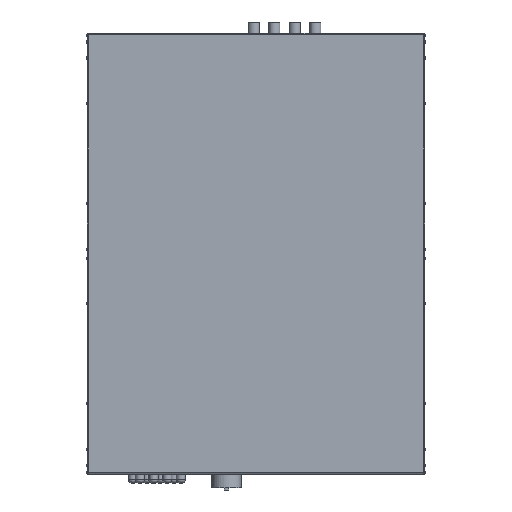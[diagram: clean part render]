
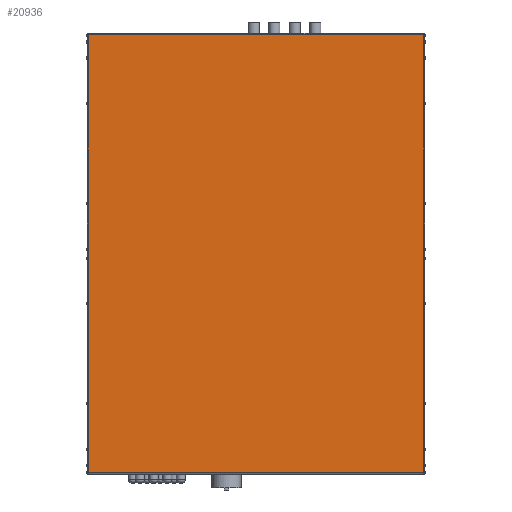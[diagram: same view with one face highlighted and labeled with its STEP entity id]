
A CAD part, front view. The second image highlights one B-rep face of the part: STEP entity #20936.
In plain terms, the highlighted planar face has unit normal (0, -1, 0).
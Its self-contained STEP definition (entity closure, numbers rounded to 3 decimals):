
#4849 = CARTESIAN_POINT ( 'NONE',  ( 370., 0., -1.5 ) ) ;
#4856 = CARTESIAN_POINT ( 'NONE',  ( 370., 0., -480.5 ) ) ;
#4886 = DIRECTION ( 'NONE',  ( 0., 0., -1. ) ) ;
#4887 = VECTOR ( 'NONE', #4886, 1000. ) ;
#4888 = CARTESIAN_POINT ( 'NONE',  ( 370., 0., 480.5 ) ) ;
#4889 = LINE ( 'NONE', #4888, #4887 ) ;
#6071 = CARTESIAN_POINT ( 'NONE',  ( 368.5, 0., 1.5 ) ) ;
#6072 = CARTESIAN_POINT ( 'NONE',  ( 368.5, 0., -1.5 ) ) ;
#6073 = DIRECTION ( 'NONE',  ( 0., 0., 1. ) ) ;
#6074 = VECTOR ( 'NONE', #6073, 1000. ) ;
#6075 = CARTESIAN_POINT ( 'NONE',  ( 368.5, 0., 1.5 ) ) ;
#6076 = DIRECTION ( 'NONE',  ( 0., 0., 1. ) ) ;
#6077 = DIRECTION ( 'NONE',  ( 0., 1., 0. ) ) ;
#6078 = CARTESIAN_POINT ( 'NONE',  ( 1443.861, 0., 480.5 ) ) ;
#6079 = LINE ( 'NONE', #6075, #6074 ) ;
#6080 = AXIS2_PLACEMENT_3D ( 'NONE', #6078, #6077, #6076 ) ;
#6081 = PLANE ( 'NONE',  #6080 ) ;
#6082 = FACE_OUTER_BOUND ( 'NONE', #20937, .T. ) ;
#6114 = CARTESIAN_POINT ( 'NONE',  ( -370., 0., -480.5 ) ) ;
#6115 = DIRECTION ( 'NONE',  ( -1., 0., 0. ) ) ;
#6116 = VECTOR ( 'NONE', #6115, 1000. ) ;
#6117 = CARTESIAN_POINT ( 'NONE',  ( 1443.861, 0., -480.5 ) ) ;
#6118 = LINE ( 'NONE', #6117, #6116 ) ;
#6160 = DIRECTION ( 'NONE',  ( 1., 0., 0. ) ) ;
#6161 = VECTOR ( 'NONE', #6160, 1000. ) ;
#6162 = CARTESIAN_POINT ( 'NONE',  ( 342.821, 0., 1.5 ) ) ;
#6163 = LINE ( 'NONE', #6162, #6161 ) ;
#6170 = DIRECTION ( 'NONE',  ( 1., 0., 0. ) ) ;
#6171 = VECTOR ( 'NONE', #6170, 1000. ) ;
#6172 = CARTESIAN_POINT ( 'NONE',  ( 342.821, 0., -1.5 ) ) ;
#6173 = LINE ( 'NONE', #6172, #6171 ) ;
#6174 = DIRECTION ( 'NONE',  ( 0., 0., -1. ) ) ;
#6175 = VECTOR ( 'NONE', #6174, 1000. ) ;
#6176 = CARTESIAN_POINT ( 'NONE',  ( -370., 0., 480.5 ) ) ;
#6177 = LINE ( 'NONE', #6176, #6175 ) ;
#6178 = CARTESIAN_POINT ( 'NONE',  ( -370., 0., -1.5 ) ) ;
#6179 = DIRECTION ( 'NONE',  ( -1., 0., 0. ) ) ;
#6180 = VECTOR ( 'NONE', #6179, 1000. ) ;
#6181 = CARTESIAN_POINT ( 'NONE',  ( -342.821, 0., -1.5 ) ) ;
#6182 = LINE ( 'NONE', #6181, #6180 ) ;
#6201 = CARTESIAN_POINT ( 'NONE',  ( -368.5, 0., -1.5 ) ) ;
#6202 = DIRECTION ( 'NONE',  ( 0., 0., 1. ) ) ;
#6203 = VECTOR ( 'NONE', #6202, 1000. ) ;
#6204 = CARTESIAN_POINT ( 'NONE',  ( -368.5, 0., 1.5 ) ) ;
#6205 = LINE ( 'NONE', #6204, #6203 ) ;
#6206 = CARTESIAN_POINT ( 'NONE',  ( -368.5, 0., 1.5 ) ) ;
#6207 = DIRECTION ( 'NONE',  ( -1., 0., 0. ) ) ;
#6208 = VECTOR ( 'NONE', #6207, 1000. ) ;
#6209 = CARTESIAN_POINT ( 'NONE',  ( -342.821, 0., 1.5 ) ) ;
#6210 = LINE ( 'NONE', #6209, #6208 ) ;
#6211 = CARTESIAN_POINT ( 'NONE',  ( -370., 0., 1.5 ) ) ;
#6212 = DIRECTION ( 'NONE',  ( 0., 0., -1. ) ) ;
#6213 = VECTOR ( 'NONE', #6212, 1000. ) ;
#6214 = CARTESIAN_POINT ( 'NONE',  ( -370., 0., 480.5 ) ) ;
#6215 = LINE ( 'NONE', #6214, #6213 ) ;
#6216 = CARTESIAN_POINT ( 'NONE',  ( -370., 0., 480.5 ) ) ;
#6217 = DIRECTION ( 'NONE',  ( -1., 0., 0. ) ) ;
#6218 = VECTOR ( 'NONE', #6217, 1000. ) ;
#6219 = CARTESIAN_POINT ( 'NONE',  ( 1443.861, 0., 480.5 ) ) ;
#6220 = LINE ( 'NONE', #6219, #6218 ) ;
#7823 = ORIENTED_EDGE ( 'NONE', *, *, #21000, .T. ) ;
#19655 = CARTESIAN_POINT ( 'NONE',  ( 370., 0., 1.5 ) ) ;
#19692 = CARTESIAN_POINT ( 'NONE',  ( 370., 0., 480.5 ) ) ;
#19734 = DIRECTION ( 'NONE',  ( 0., 0., -1. ) ) ;
#19735 = VECTOR ( 'NONE', #19734, 1000. ) ;
#19736 = CARTESIAN_POINT ( 'NONE',  ( 370., 0., 480.5 ) ) ;
#19737 = LINE ( 'NONE', #19736, #19735 ) ;
#20247 = VERTEX_POINT ( 'NONE', #4856 ) ;
#20253 = VERTEX_POINT ( 'NONE', #4849 ) ;
#20268 = EDGE_CURVE ( 'NONE', #20253, #20247, #4889, .T. ) ;
#20936 = ADVANCED_FACE ( 'NONE', ( #6082 ), #6081, .F. ) ;
#20937 = EDGE_LOOP ( 'NONE', ( #20938, #7823, #21001, #21002, #21005, #21008, #21011, #20988, #20991, #20993, #20994, #20995 ) ) ;
#20938 = ORIENTED_EDGE ( 'NONE', *, *, #20939, .T. ) ;
#20939 = EDGE_CURVE ( 'NONE', #20940, #20941, #6079, .T. ) ;
#20940 = VERTEX_POINT ( 'NONE', #6072 ) ;
#20941 = VERTEX_POINT ( 'NONE', #6071 ) ;
#20953 = EDGE_CURVE ( 'NONE', #20247, #20954, #6118, .T. ) ;
#20954 = VERTEX_POINT ( 'NONE', #6114 ) ;
#20988 = ORIENTED_EDGE ( 'NONE', *, *, #20989, .T. ) ;
#20989 = EDGE_CURVE ( 'NONE', #21013, #20990, #6182, .T. ) ;
#20990 = VERTEX_POINT ( 'NONE', #6178 ) ;
#20991 = ORIENTED_EDGE ( 'NONE', *, *, #20992, .T. ) ;
#20992 = EDGE_CURVE ( 'NONE', #20990, #20954, #6177, .T. ) ;
#20993 = ORIENTED_EDGE ( 'NONE', *, *, #20953, .F. ) ;
#20994 = ORIENTED_EDGE ( 'NONE', *, *, #20268, .F. ) ;
#20995 = ORIENTED_EDGE ( 'NONE', *, *, #20996, .F. ) ;
#20996 = EDGE_CURVE ( 'NONE', #20940, #20253, #6173, .T. ) ;
#21000 = EDGE_CURVE ( 'NONE', #20941, #28658, #6163, .T. ) ;
#21001 = ORIENTED_EDGE ( 'NONE', *, *, #28680, .F. ) ;
#21002 = ORIENTED_EDGE ( 'NONE', *, *, #21003, .T. ) ;
#21003 = EDGE_CURVE ( 'NONE', #28678, #21004, #6220, .T. ) ;
#21004 = VERTEX_POINT ( 'NONE', #6216 ) ;
#21005 = ORIENTED_EDGE ( 'NONE', *, *, #21006, .T. ) ;
#21006 = EDGE_CURVE ( 'NONE', #21004, #21007, #6215, .T. ) ;
#21007 = VERTEX_POINT ( 'NONE', #6211 ) ;
#21008 = ORIENTED_EDGE ( 'NONE', *, *, #21009, .F. ) ;
#21009 = EDGE_CURVE ( 'NONE', #21010, #21007, #6210, .T. ) ;
#21010 = VERTEX_POINT ( 'NONE', #6206 ) ;
#21011 = ORIENTED_EDGE ( 'NONE', *, *, #21012, .F. ) ;
#21012 = EDGE_CURVE ( 'NONE', #21013, #21010, #6205, .T. ) ;
#21013 = VERTEX_POINT ( 'NONE', #6201 ) ;
#28658 = VERTEX_POINT ( 'NONE', #19655 ) ;
#28678 = VERTEX_POINT ( 'NONE', #19692 ) ;
#28680 = EDGE_CURVE ( 'NONE', #28678, #28658, #19737, .T. ) ;
